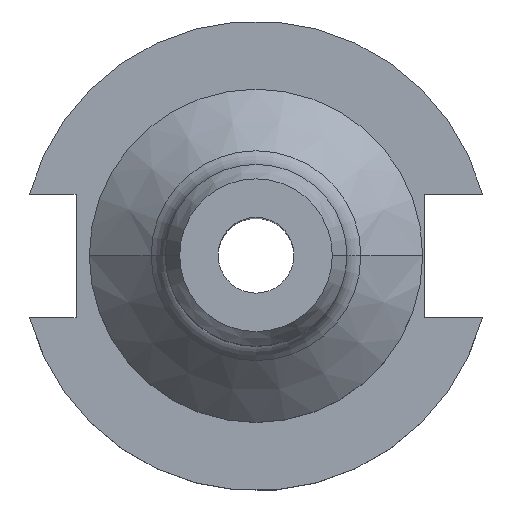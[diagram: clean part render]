
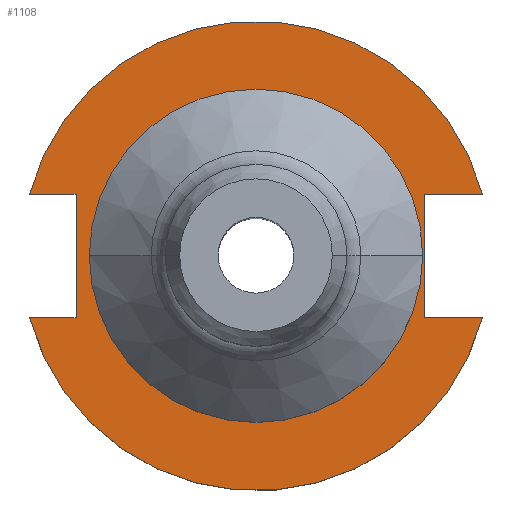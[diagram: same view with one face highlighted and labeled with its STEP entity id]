
A CAD part, top view. The second image highlights one B-rep face of the part: STEP entity #1108.
In plain terms, the highlighted planar face has unit normal (0, 0, 1).
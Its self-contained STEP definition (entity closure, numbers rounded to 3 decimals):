
#37 = CARTESIAN_POINT ( 'NONE',  ( 34.925, 0., 19.05 ) ) ;
#52 = LINE ( 'NONE', #306, #1366 ) ;
#54 = ORIENTED_EDGE ( 'NONE', *, *, #553, .F. ) ;
#67 = ORIENTED_EDGE ( 'NONE', *, *, #1072, .T. ) ;
#98 = DIRECTION ( 'NONE',  ( 1., 0., 0. ) ) ;
#104 = CARTESIAN_POINT ( 'NONE',  ( 0., 0., 19.05 ) ) ;
#115 = CARTESIAN_POINT ( 'NONE',  ( -37.719, 12.954, 19.05 ) ) ;
#119 = DIRECTION ( 'NONE',  ( 0., 0., 1. ) ) ;
#127 = ORIENTED_EDGE ( 'NONE', *, *, #1674, .F. ) ;
#140 = VECTOR ( 'NONE', #309, 1000. ) ;
#160 = LINE ( 'NONE', #407, #1157 ) ;
#163 = DIRECTION ( 'NONE',  ( 0., 1., 0. ) ) ;
#165 = ORIENTED_EDGE ( 'NONE', *, *, #372, .F. ) ;
#232 = VERTEX_POINT ( 'NONE', #520 ) ;
#241 = DIRECTION ( 'NONE',  ( 0., 0., 1. ) ) ;
#259 = VECTOR ( 'NONE', #865, 1000. ) ;
#268 = DIRECTION ( 'NONE',  ( 1., 0., 0. ) ) ;
#295 = LINE ( 'NONE', #1417, #259 ) ;
#298 = FACE_BOUND ( 'NONE', #767, .T. ) ;
#304 = ORIENTED_EDGE ( 'NONE', *, *, #538, .F. ) ;
#306 = CARTESIAN_POINT ( 'NONE',  ( -63.719, 12.954, 19.05 ) ) ;
#309 = DIRECTION ( 'NONE',  ( 1., 0., 0. ) ) ;
#325 = VERTEX_POINT ( 'NONE', #1031 ) ;
#359 = EDGE_LOOP ( 'NONE', ( #1148, #1051, #512, #54, #67, #127, #814, #656 ) ) ;
#368 = CARTESIAN_POINT ( 'NONE',  ( 47.477, -12.954, 19.05 ) ) ;
#372 = EDGE_CURVE ( 'NONE', #688, #232, #611, .T. ) ;
#378 = VERTEX_POINT ( 'NONE', #508 ) ;
#400 = VERTEX_POINT ( 'NONE', #368 ) ;
#407 = CARTESIAN_POINT ( 'NONE',  ( 35.306, 12.954, 19.05 ) ) ;
#483 = AXIS2_PLACEMENT_3D ( 'NONE', #1221, #951, #960 ) ;
#508 = CARTESIAN_POINT ( 'NONE',  ( 47.477, 12.954, 19.05 ) ) ;
#512 = ORIENTED_EDGE ( 'NONE', *, *, #1544, .F. ) ;
#520 = CARTESIAN_POINT ( 'NONE',  ( -34.925, 0., 19.05 ) ) ;
#538 = EDGE_CURVE ( 'NONE', #232, #688, #600, .T. ) ;
#553 = EDGE_CURVE ( 'NONE', #378, #1088, #295, .T. ) ;
#570 = PLANE ( 'NONE',  #483 ) ;
#600 = CIRCLE ( 'NONE', #709, 34.925 ) ;
#611 = CIRCLE ( 'NONE', #994, 34.925 ) ;
#656 = ORIENTED_EDGE ( 'NONE', *, *, #1296, .F. ) ;
#688 = VERTEX_POINT ( 'NONE', #37 ) ;
#709 = AXIS2_PLACEMENT_3D ( 'NONE', #104, #241, #1145 ) ;
#746 = VERTEX_POINT ( 'NONE', #115 ) ;
#758 = DIRECTION ( 'NONE',  ( 1., 0., 0. ) ) ;
#767 = EDGE_LOOP ( 'NONE', ( #165, #304 ) ) ;
#779 = DIRECTION ( 'NONE',  ( 0., 0., 1. ) ) ;
#791 = CARTESIAN_POINT ( 'NONE',  ( 35.306, -12.954, 19.05 ) ) ;
#814 = ORIENTED_EDGE ( 'NONE', *, *, #858, .F. ) ;
#831 = LINE ( 'NONE', #1092, #140 ) ;
#849 = VECTOR ( 'NONE', #268, 1000. ) ;
#858 = EDGE_CURVE ( 'NONE', #1479, #746, #1191, .T. ) ;
#865 = DIRECTION ( 'NONE',  ( -1., 0., 0. ) ) ;
#882 = DIRECTION ( 'NONE',  ( 0., 0., 1. ) ) ;
#931 = EDGE_CURVE ( 'NONE', #1487, #400, #1540, .T. ) ;
#948 = FACE_OUTER_BOUND ( 'NONE', #359, .T. ) ;
#951 = DIRECTION ( 'NONE',  ( 0., 0., 1. ) ) ;
#960 = DIRECTION ( 'NONE',  ( 1., 0., 0. ) ) ;
#994 = AXIS2_PLACEMENT_3D ( 'NONE', #1275, #882, #98 ) ;
#1029 = CIRCLE ( 'NONE', #1635, 49.212 ) ;
#1031 = CARTESIAN_POINT ( 'NONE',  ( -47.477, -12.954, 19.05 ) ) ;
#1051 = ORIENTED_EDGE ( 'NONE', *, *, #931, .F. ) ;
#1063 = CARTESIAN_POINT ( 'NONE',  ( -47.477, 12.954, 19.05 ) ) ;
#1072 = EDGE_CURVE ( 'NONE', #378, #1567, #1029, .T. ) ;
#1086 = DIRECTION ( 'NONE',  ( -1., 0., 0. ) ) ;
#1088 = VERTEX_POINT ( 'NONE', #1236 ) ;
#1091 = CIRCLE ( 'NONE', #1181, 49.212 ) ;
#1092 = CARTESIAN_POINT ( 'NONE',  ( -63.719, -12.954, 19.05 ) ) ;
#1108 = ADVANCED_FACE ( 'NONE', ( #298, #948 ), #570, .T. ) ;
#1131 = CARTESIAN_POINT ( 'NONE',  ( 35.306, -12.954, 19.05 ) ) ;
#1145 = DIRECTION ( 'NONE',  ( 1., 0., 0. ) ) ;
#1148 = ORIENTED_EDGE ( 'NONE', *, *, #1232, .T. ) ;
#1154 = CARTESIAN_POINT ( 'NONE',  ( 0., 0., 19.05 ) ) ;
#1157 = VECTOR ( 'NONE', #1448, 1000. ) ;
#1181 = AXIS2_PLACEMENT_3D ( 'NONE', #1565, #779, #1682 ) ;
#1191 = LINE ( 'NONE', #1337, #1489 ) ;
#1221 = CARTESIAN_POINT ( 'NONE',  ( 0., 49.212, 19.05 ) ) ;
#1232 = EDGE_CURVE ( 'NONE', #325, #400, #1091, .T. ) ;
#1236 = CARTESIAN_POINT ( 'NONE',  ( 35.306, 12.954, 19.05 ) ) ;
#1275 = CARTESIAN_POINT ( 'NONE',  ( 0., 0., 19.05 ) ) ;
#1296 = EDGE_CURVE ( 'NONE', #325, #1479, #831, .T. ) ;
#1337 = CARTESIAN_POINT ( 'NONE',  ( -37.719, 12.954, 19.05 ) ) ;
#1366 = VECTOR ( 'NONE', #1086, 1000. ) ;
#1398 = CARTESIAN_POINT ( 'NONE',  ( -37.719, -12.954, 19.05 ) ) ;
#1417 = CARTESIAN_POINT ( 'NONE',  ( 35.306, 12.954, 19.05 ) ) ;
#1448 = DIRECTION ( 'NONE',  ( 0., -1., 0. ) ) ;
#1479 = VERTEX_POINT ( 'NONE', #1398 ) ;
#1487 = VERTEX_POINT ( 'NONE', #1131 ) ;
#1489 = VECTOR ( 'NONE', #163, 1000. ) ;
#1540 = LINE ( 'NONE', #791, #849 ) ;
#1544 = EDGE_CURVE ( 'NONE', #1088, #1487, #160, .T. ) ;
#1565 = CARTESIAN_POINT ( 'NONE',  ( 0., 0., 19.05 ) ) ;
#1567 = VERTEX_POINT ( 'NONE', #1063 ) ;
#1635 = AXIS2_PLACEMENT_3D ( 'NONE', #1154, #119, #758 ) ;
#1674 = EDGE_CURVE ( 'NONE', #746, #1567, #52, .T. ) ;
#1682 = DIRECTION ( 'NONE',  ( 1., 0., 0. ) ) ;
